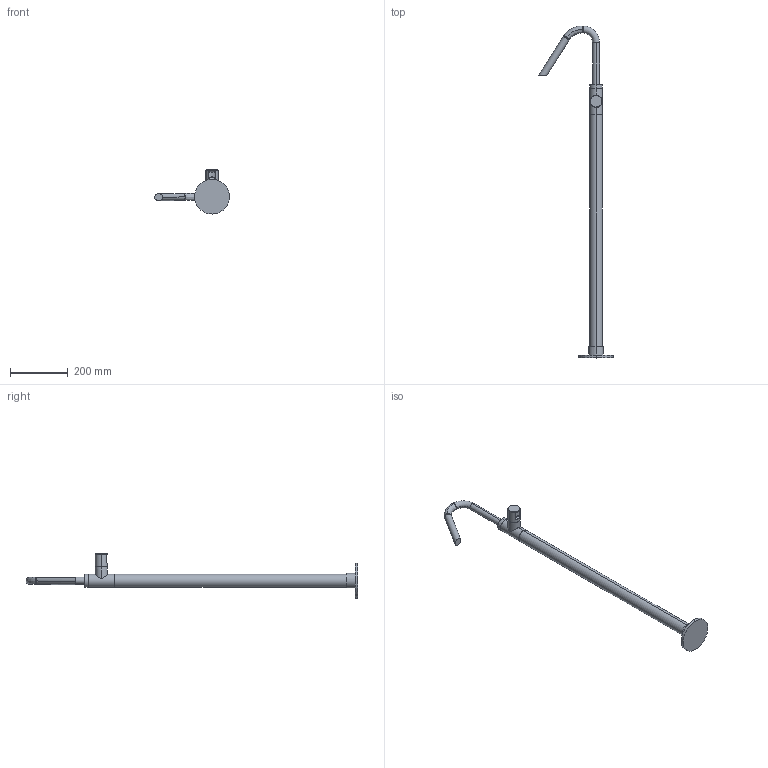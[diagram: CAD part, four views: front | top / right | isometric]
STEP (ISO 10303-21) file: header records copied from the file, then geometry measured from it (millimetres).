
FILE_DESCRIPTION (( 'STEP AP214' ), '1' );
FILE_NAME ('24154.STEP', '2023-09-14T07:03:08', ( '' ), ( '' ), 'SwSTEP 2.0', 'SolidWorks 2018', '' );
FILE_SCHEMA (( 'AUTOMOTIVE_DESIGN' ));
Length unit declared in the file: millimetre
Products named in the file (1): 24154
Bounding box: 258.39 x 1146.46 x 152.5 mm (x, y, z)
Surface area: 199906.9 mm2 (no closed solid volume)
Topology: 0 solids, 5 shells, 50 faces, 131 edges, 90 vertices
Faces by surface type: cylinder 23, plane 12, torus 12, bspline 3
Entity records: 3111 total; most frequent: CARTESIAN_POINT 1293, DIRECTION 287, ORIENTED_EDGE 228, EDGE_CURVE 131, AXIS2_PLACEMENT_3D 130, VERTEX_POINT 90, CIRCLE 82, EDGE_LOOP 59
